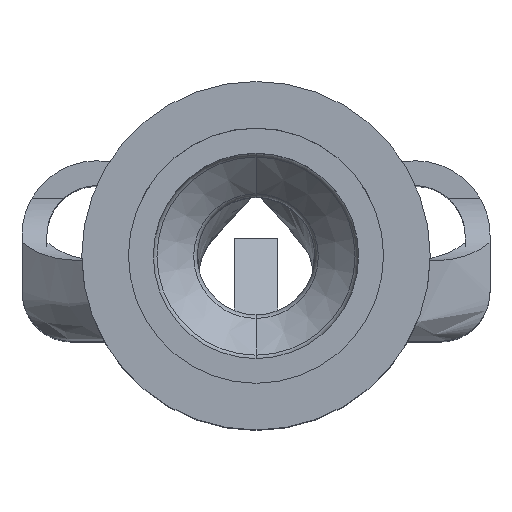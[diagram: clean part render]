
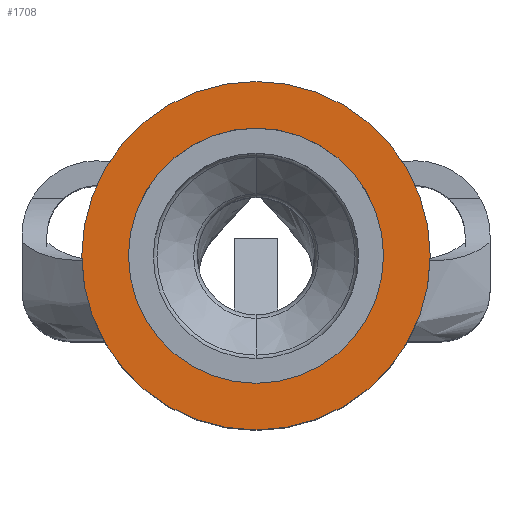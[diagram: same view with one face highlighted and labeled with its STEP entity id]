
A CAD part, top view. The second image highlights one B-rep face of the part: STEP entity #1708.
In plain terms, the highlighted planar face has unit normal (0, 0, 1).
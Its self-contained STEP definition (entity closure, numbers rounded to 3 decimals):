
#11 = CARTESIAN_POINT ( 'NONE',  ( 0., 0., 0. ) ) ;
#18 = CARTESIAN_POINT ( 'NONE',  ( -2.05, 0., 0. ) ) ;
#64 = DIRECTION ( 'NONE',  ( 1., 0., 0. ) ) ;
#273 = AXIS2_PLACEMENT_3D ( 'NONE', #4723, #3912, #875 ) ;
#455 = EDGE_LOOP ( 'NONE', ( #1829, #1234 ) ) ;
#463 = CARTESIAN_POINT ( 'NONE',  ( 0., 0., 0. ) ) ;
#624 = CARTESIAN_POINT ( 'NONE',  ( -2.8, 0., 0. ) ) ;
#716 = FACE_OUTER_BOUND ( 'NONE', #2817, .T. ) ;
#875 = DIRECTION ( 'NONE',  ( 1., 0., 0. ) ) ;
#1073 = CARTESIAN_POINT ( 'NONE',  ( 2.8, 0., 0. ) ) ;
#1196 = DIRECTION ( 'NONE',  ( -1., 0., 0. ) ) ;
#1234 = ORIENTED_EDGE ( 'NONE', *, *, #3516, .F. ) ;
#1242 = DIRECTION ( 'NONE',  ( 1., 0., 0. ) ) ;
#1319 = AXIS2_PLACEMENT_3D ( 'NONE', #463, #1987, #1242 ) ;
#1360 = EDGE_CURVE ( 'NONE', #1614, #4343, #4688, .T. ) ;
#1608 = EDGE_CURVE ( 'NONE', #4343, #1614, #2779, .T. ) ;
#1614 = VERTEX_POINT ( 'NONE', #624 ) ;
#1655 = AXIS2_PLACEMENT_3D ( 'NONE', #3424, #1859, #1196 ) ;
#1708 = ADVANCED_FACE ( 'NONE', ( #2718, #716 ), #1956, .F. ) ;
#1829 = ORIENTED_EDGE ( 'NONE', *, *, #4599, .F. ) ;
#1859 = DIRECTION ( 'NONE',  ( 0., 0., -1. ) ) ;
#1956 = PLANE ( 'NONE',  #1655 ) ;
#1970 = AXIS2_PLACEMENT_3D ( 'NONE', #2612, #3294, #4522 ) ;
#1987 = DIRECTION ( 'NONE',  ( 0., 0., 1. ) ) ;
#2457 = VERTEX_POINT ( 'NONE', #4077 ) ;
#2505 = CIRCLE ( 'NONE', #273, 2.05 ) ;
#2513 = CIRCLE ( 'NONE', #1319, 2.05 ) ;
#2605 = AXIS2_PLACEMENT_3D ( 'NONE', #11, #3077, #64 ) ;
#2612 = CARTESIAN_POINT ( 'NONE',  ( 0., 0., 0. ) ) ;
#2718 = FACE_BOUND ( 'NONE', #455, .T. ) ;
#2779 = CIRCLE ( 'NONE', #1970, 2.8 ) ;
#2817 = EDGE_LOOP ( 'NONE', ( #4613, #3239 ) ) ;
#3077 = DIRECTION ( 'NONE',  ( 0., 0., 1. ) ) ;
#3148 = VERTEX_POINT ( 'NONE', #18 ) ;
#3239 = ORIENTED_EDGE ( 'NONE', *, *, #1360, .T. ) ;
#3294 = DIRECTION ( 'NONE',  ( 0., 0., 1. ) ) ;
#3424 = CARTESIAN_POINT ( 'NONE',  ( 0., 2.05, 0. ) ) ;
#3516 = EDGE_CURVE ( 'NONE', #3148, #2457, #2505, .T. ) ;
#3912 = DIRECTION ( 'NONE',  ( 0., 0., 1. ) ) ;
#4077 = CARTESIAN_POINT ( 'NONE',  ( 2.05, 0., 0. ) ) ;
#4343 = VERTEX_POINT ( 'NONE', #1073 ) ;
#4522 = DIRECTION ( 'NONE',  ( 1., 0., 0. ) ) ;
#4599 = EDGE_CURVE ( 'NONE', #2457, #3148, #2513, .T. ) ;
#4613 = ORIENTED_EDGE ( 'NONE', *, *, #1608, .T. ) ;
#4688 = CIRCLE ( 'NONE', #2605, 2.8 ) ;
#4723 = CARTESIAN_POINT ( 'NONE',  ( 0., 0., 0. ) ) ;
